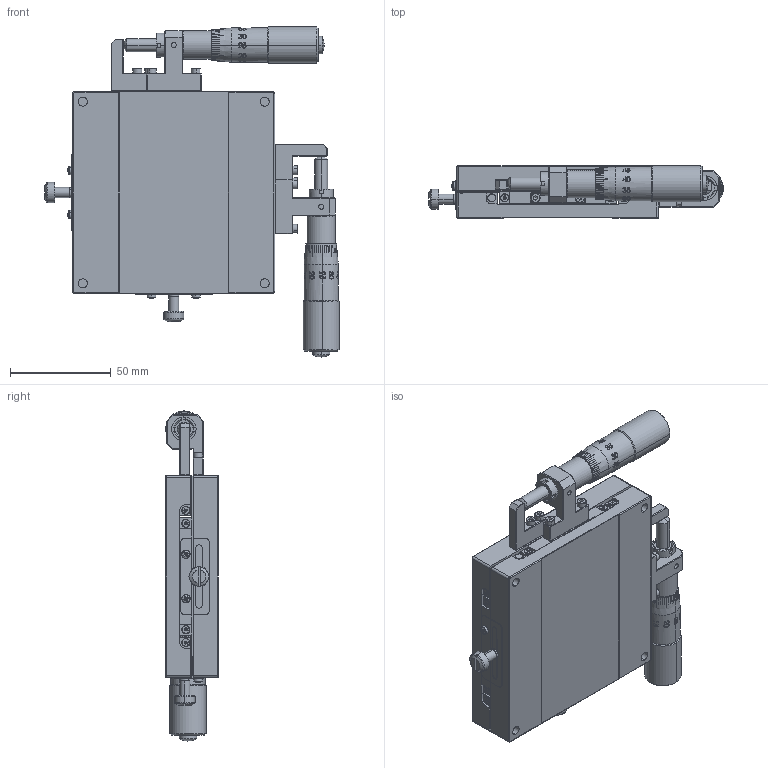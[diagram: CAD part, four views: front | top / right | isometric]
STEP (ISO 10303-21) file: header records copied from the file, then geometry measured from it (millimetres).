
FILE_DESCRIPTION (( 'STEP AP203' ), '1' );
FILE_NAME ('MYW100-SS(«¬¿ý).STEP', '2013-08-08T02:54:20', ( '' ), ( '' ), 'SwSTEP 2.0', 'SolidWorks 2013', '' );
FILE_SCHEMA (( 'CONFIG_CONTROL_DESIGN' ));
Length unit declared in the file: millimetre
Products named in the file (5): Group1^MYW100-SS(型錄); Group2^MYW100-SS(型錄); Group3^MYW100-SS(型錄); Group4^MYW100-SS(型錄); MYW100-SS(型錄)
Assembly tree (4 placements, depth 2):
  MYW100-SS(型錄)
    Group1^MYW100-SS(型錄)
    Group2^MYW100-SS(型錄)
    Group3^MYW100-SS(型錄)
    Group4^MYW100-SS(型錄)
Bounding box: 145.88 x 26 x 163.5 mm (x, y, z)
Volume: 288601.3 mm3; surface area: 96337.5 mm2
Topology: 4 solids, 4 shells, 3603 faces, 9458 edges, 6002 vertices
Faces by surface type: plane 2227, bspline 588, cylinder 464, cone 208, torus 100, sphere 16
Entity records: 164360 total; most frequent: CARTESIAN_POINT 80061, ORIENTED_EDGE 18812, DIRECTION 15218, EDGE_CURVE 9406, VERTEX_POINT 6002, LINE 5234, VECTOR 5234, AXIS2_PLACEMENT_3D 4992
